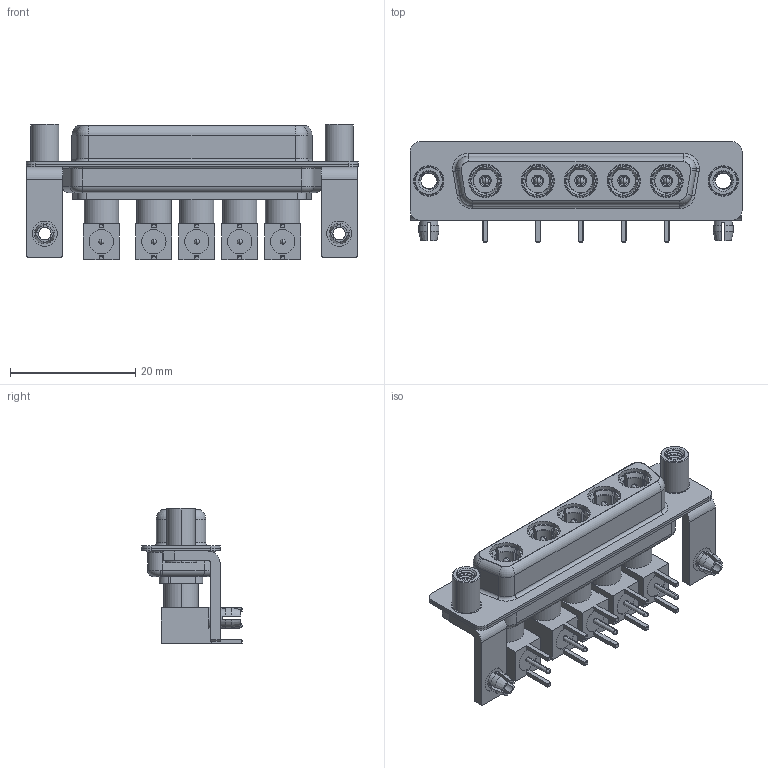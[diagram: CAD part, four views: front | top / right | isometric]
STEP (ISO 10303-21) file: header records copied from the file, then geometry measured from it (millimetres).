
FILE_DESCRIPTION (( 'STEP AP203' ), '1' );
FILE_NAME ('630-5W5-640-7TD.STEP', '2022-06-01T02:03:57', ( '' ), ( '' ), 'SwSTEP 2.0', 'SolidWorks 2020', '' );
FILE_SCHEMA (( 'CONFIG_CONTROL_DESIGN' ));
Length unit declared in the file: millimetre
Products named in the file (18): Insulator Pin_Straight PC Tail; 630Combo Housing_5W5; 630Combo Shell Front_25 Contacts; 630-5W5-640-7TD; Co-Ax Plug Assy_RA; Locking Collar; 630Combo Board Lock; 630Combo Shell Rear_25 Contacts; Co-Ax Plug_RA PC Tail; 630Combo Threaded Standoff_D; 630Combo Stabilizer Bracket; RA Back Shell; Pin_RA; Insulator RA Pin
Assembly tree (44 placements, depth 3):
  630-5W5-640-7TD
    630Combo Housing_5W5
    630Combo Shell Front_25 Contacts
    630Combo Shell Rear_25 Contacts
    630Combo Stabilizer Bracket  x2
    630Combo Board Lock  x2
    630Combo Threaded Standoff_D  x2
    Co-Ax Plug Assy_RA
      Co-Ax Plug_RA PC Tail
      Insulator Pin_Straight PC Tail
      Pin_RA
      Locking Collar
      RA Back Shell
      Insulator RA Pin
    Co-Ax Plug Assy_RA
      Co-Ax Plug_RA PC Tail
      Insulator Pin_Straight PC Tail
      Pin_RA
      Locking Collar
      RA Back Shell
      Insulator RA Pin
    Co-Ax Plug Assy_RA
      Co-Ax Plug_RA PC Tail
      Insulator Pin_Straight PC Tail
      Pin_RA
      Locking Collar
      RA Back Shell
      Insulator RA Pin
    Co-Ax Plug Assy_RA
      Co-Ax Plug_RA PC Tail
      Insulator Pin_Straight PC Tail
      Pin_RA
      Locking Collar
      RA Back Shell
      Insulator RA Pin
    Co-Ax Plug Assy_RA
      Co-Ax Plug_RA PC Tail
      Insulator Pin_Straight PC Tail
      Pin_RA
      Locking Collar
      RA Back Shell
      Insulator RA Pin
Bounding box: 53.05 x 16 x 21.61 mm (x, y, z)
Volume: 5272.6 mm3; surface area: 12930 mm2
Topology: 39 solids, 39 shells, 1309 faces, 3204 edges, 2020 vertices
Faces by surface type: cylinder 566, plane 472, cone 153, torus 87, sphere 20, bspline 11
Entity records: 20971 total; most frequent: CARTESIAN_POINT 5511, DIRECTION 2868, ORIENTED_EDGE 2596, EDGE_CURVE 1298, AXIS2_PLACEMENT_3D 1147, VERTEX_POINT 825, EDGE_LOOP 599, LINE 574
